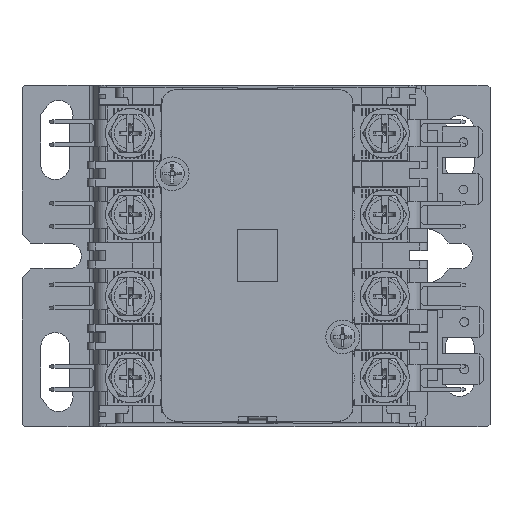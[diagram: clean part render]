
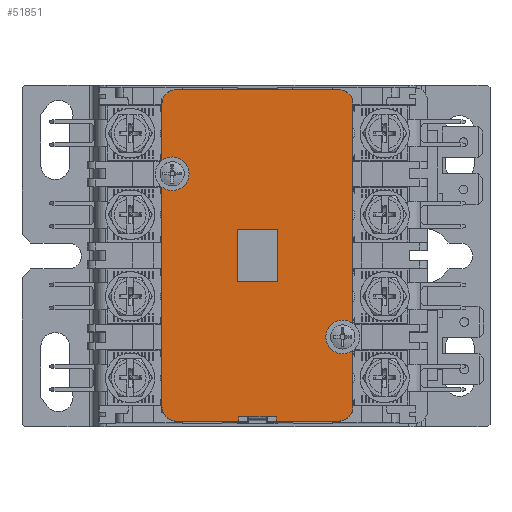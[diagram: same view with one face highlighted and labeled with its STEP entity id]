
A CAD part, top view. The second image highlights one B-rep face of the part: STEP entity #51851.
In plain terms, the highlighted planar face has unit normal (0, 0, 1).
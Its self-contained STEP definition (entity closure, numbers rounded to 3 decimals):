
#269=FACE_BOUND($,#5233,.T.);
#270=FACE_BOUND($,#5234,.T.);
#920=CIRCLE($,#54426,3.);
#924=CIRCLE($,#54440,3.);
#1034=CIRCLE($,#54885,3.45);
#1035=CIRCLE($,#54886,3.);
#1036=CIRCLE($,#54887,3.);
#1037=CIRCLE($,#54888,3.45);
#5233=EDGE_LOOP($,(#34487,#34488,#34489,#34490));
#5234=EDGE_LOOP($,(#34491,#34492,#34493,#34494,#34495,#34496,#34497,#34498,
#34499,#34500,#34501,#34502,#34503,#34504,#34505,#34506));
#8384=LINE($,#72798,#14133);
#8477=LINE($,#73929,#14226);
#8511=LINE($,#74310,#14260);
#8575=LINE($,#75069,#14324);
#8839=LINE($,#75975,#14588);
#9502=LINE($,#77762,#15251);
#9504=LINE($,#77766,#15253);
#9506=LINE($,#77769,#15255);
#9507=LINE($,#77771,#15256);
#9508=LINE($,#77776,#15257);
#9509=LINE($,#77778,#15258);
#9510=LINE($,#77780,#15259);
#9511=LINE($,#77782,#15260);
#9512=LINE($,#77784,#15261);
#14133=VECTOR($,#58438,11.513);
#14226=VECTOR($,#58585,44.913);
#14260=VECTOR($,#58635,11.513);
#14324=VECTOR($,#58737,44.913);
#14588=VECTOR($,#59217,10.5);
#15251=VECTOR($,#60784,8.3);
#15253=VECTOR($,#60788,8.3);
#15255=VECTOR($,#60792,10.5);
#15256=VECTOR($,#60795,33.1);
#15257=VECTOR($,#60800,12.7);
#15258=VECTOR($,#60801,0.9);
#15259=VECTOR($,#60802,7.7);
#15260=VECTOR($,#60803,0.9);
#15261=VECTOR($,#60804,12.7);
#19903=VERTEX_POINT($,#72795);
#19904=VERTEX_POINT($,#72797);
#20008=VERTEX_POINT($,#73926);
#20009=VERTEX_POINT($,#73928);
#20045=VERTEX_POINT($,#74307);
#20046=VERTEX_POINT($,#74309);
#20117=VERTEX_POINT($,#75066);
#20118=VERTEX_POINT($,#75068);
#20346=VERTEX_POINT($,#75960);
#20349=VERTEX_POINT($,#75972);
#20350=VERTEX_POINT($,#75974);
#20360=VERTEX_POINT($,#76009);
#20842=VERTEX_POINT($,#77761);
#20843=VERTEX_POINT($,#77765);
#20844=VERTEX_POINT($,#77773);
#20845=VERTEX_POINT($,#77775);
#20846=VERTEX_POINT($,#77777);
#20847=VERTEX_POINT($,#77779);
#20848=VERTEX_POINT($,#77781);
#20849=VERTEX_POINT($,#77783);
#24541=EDGE_CURVE($,#19903,#19904,#8384,.T.);
#24680=EDGE_CURVE($,#20008,#20009,#8477,.T.);
#24728=EDGE_CURVE($,#20045,#20046,#8511,.T.);
#24823=EDGE_CURVE($,#20117,#20118,#8575,.T.);
#25127=EDGE_CURVE($,#20346,#20008,#920,.T.);
#25133=EDGE_CURVE($,#20350,#20349,#8839,.T.);
#25151=EDGE_CURVE($,#19904,#20360,#924,.T.);
#25945=EDGE_CURVE($,#20842,#20350,#9502,.T.);
#25947=EDGE_CURVE($,#20349,#20843,#9504,.T.);
#25949=EDGE_CURVE($,#20843,#20842,#9506,.T.);
#25950=EDGE_CURVE($,#20360,#20346,#9507,.T.);
#25951=EDGE_CURVE($,#20118,#19903,#1034,.T.);
#25952=EDGE_CURVE($,#20844,#20117,#1035,.T.);
#25953=EDGE_CURVE($,#20845,#20844,#9508,.T.);
#25954=EDGE_CURVE($,#20846,#20845,#9509,.T.);
#25955=EDGE_CURVE($,#20847,#20846,#9510,.T.);
#25956=EDGE_CURVE($,#20848,#20847,#9511,.T.);
#25957=EDGE_CURVE($,#20849,#20848,#9512,.T.);
#25958=EDGE_CURVE($,#20046,#20849,#1036,.T.);
#25959=EDGE_CURVE($,#20009,#20045,#1037,.T.);
#34487=ORIENTED_EDGE($,*,*,#25947,.T.);
#34488=ORIENTED_EDGE($,*,*,#25949,.T.);
#34489=ORIENTED_EDGE($,*,*,#25945,.T.);
#34490=ORIENTED_EDGE($,*,*,#25133,.T.);
#34491=ORIENTED_EDGE($,*,*,#25127,.F.);
#34492=ORIENTED_EDGE($,*,*,#25950,.F.);
#34493=ORIENTED_EDGE($,*,*,#25151,.F.);
#34494=ORIENTED_EDGE($,*,*,#24541,.F.);
#34495=ORIENTED_EDGE($,*,*,#25951,.F.);
#34496=ORIENTED_EDGE($,*,*,#24823,.F.);
#34497=ORIENTED_EDGE($,*,*,#25952,.F.);
#34498=ORIENTED_EDGE($,*,*,#25953,.F.);
#34499=ORIENTED_EDGE($,*,*,#25954,.F.);
#34500=ORIENTED_EDGE($,*,*,#25955,.F.);
#34501=ORIENTED_EDGE($,*,*,#25956,.F.);
#34502=ORIENTED_EDGE($,*,*,#25957,.F.);
#34503=ORIENTED_EDGE($,*,*,#25958,.F.);
#34504=ORIENTED_EDGE($,*,*,#24728,.F.);
#34505=ORIENTED_EDGE($,*,*,#25959,.F.);
#34506=ORIENTED_EDGE($,*,*,#24680,.F.);
#46564=PLANE($,#54884);
#51851=ADVANCED_FACE($,(#269,#270),#46564,.F.);
#54426=AXIS2_PLACEMENT_3D($,#75962,#59204,#59205);
#54440=AXIS2_PLACEMENT_3D($,#76010,#59252,#59253);
#54884=AXIS2_PLACEMENT_3D($,#77770,#60793,#60794);
#54885=AXIS2_PLACEMENT_3D($,#77772,#60796,#60797);
#54886=AXIS2_PLACEMENT_3D($,#77774,#60798,#60799);
#54887=AXIS2_PLACEMENT_3D($,#77785,#60805,#60806);
#54888=AXIS2_PLACEMENT_3D($,#77786,#60807,#60808);
#58438=DIRECTION($,(0.,1.,0.));
#58585=DIRECTION($,(0.,-1.,0.));
#58635=DIRECTION($,(0.,-1.,0.));
#58737=DIRECTION($,(0.,1.,0.));
#59204=DIRECTION('center_axis',(0.,0.,
-1.));
#59205=DIRECTION('ref_axis',(0.707,0.707,0.));
#59217=DIRECTION($,(0.,1.,0.));
#59252=DIRECTION('center_axis',(0.,0.,
-1.));
#59253=DIRECTION('ref_axis',(-0.707,0.707,0.));
#60784=DIRECTION($,(-1.,0.,0.));
#60788=DIRECTION($,(1.,0.,0.));
#60792=DIRECTION($,(0.,-1.,0.));
#60793=DIRECTION('center_axis',(0.,0.,
-1.));
#60794=DIRECTION('ref_axis',(0.,1.,0.));
#60795=DIRECTION($,(1.,0.,0.));
#60796=DIRECTION('center_axis',(0.,0.,
1.));
#60797=DIRECTION('ref_axis',(0.,1.,0.));
#60798=DIRECTION('center_axis',(0.,0.,
-1.));
#60799=DIRECTION('ref_axis',(-0.707,-0.707,0.));
#60800=DIRECTION($,(-1.,0.,0.));
#60801=DIRECTION($,(0.,-1.,0.));
#60802=DIRECTION($,(-1.,0.,0.));
#60803=DIRECTION($,(0.,1.,0.));
#60804=DIRECTION($,(-1.,0.,0.));
#60805=DIRECTION('center_axis',(0.,0.,
-1.));
#60806=DIRECTION('ref_axis',(0.707,-0.707,0.));
#60807=DIRECTION('center_axis',(0.,0.,
1.));
#60808=DIRECTION('ref_axis',(0.,1.,0.));
#72795=CARTESIAN_POINT('',(-19.55,19.437,77.508));
#72797=CARTESIAN_POINT('',(-19.55,30.95,77.508));
#72798=CARTESIAN_POINT($,(-19.55,29.606,77.508));
#73926=CARTESIAN_POINT('',(19.55,30.95,77.508));
#73928=CARTESIAN_POINT('',(19.55,-13.963,77.508));
#73929=CARTESIAN_POINT($,(19.55,-4.344,77.508));
#74307=CARTESIAN_POINT('',(19.55,-19.437,77.508));
#74309=CARTESIAN_POINT('',(19.55,-30.95,77.508));
#74310=CARTESIAN_POINT($,(19.55,-4.344,77.508));
#75066=CARTESIAN_POINT('',(-19.55,-30.95,77.508));
#75068=CARTESIAN_POINT('',(-19.55,13.963,77.508));
#75069=CARTESIAN_POINT($,(-19.55,29.606,77.508));
#75960=CARTESIAN_POINT('',(16.55,33.95,77.508));
#75962=CARTESIAN_POINT('Origin',(16.55,30.95,77.508));
#75972=CARTESIAN_POINT('',(-4.15,5.25,77.508));
#75974=CARTESIAN_POINT('',(-4.15,-5.25,77.508));
#75975=CARTESIAN_POINT($,(-4.15,13.431,77.508));
#76009=CARTESIAN_POINT('',(-16.55,33.95,77.508));
#76010=CARTESIAN_POINT('Origin',(-16.55,30.95,77.508));
#77761=CARTESIAN_POINT('',(4.15,-5.25,77.508));
#77762=CARTESIAN_POINT($,(-7.7,-5.25,77.508));
#77765=CARTESIAN_POINT('',(4.15,5.25,77.508));
#77766=CARTESIAN_POINT($,(-11.85,5.25,77.508));
#77769=CARTESIAN_POINT($,(4.15,11.831,77.508));
#77770=CARTESIAN_POINT('Origin',(-19.55,25.263,77.508));
#77771=CARTESIAN_POINT($,(0.,33.95,77.508));
#77772=CARTESIAN_POINT('Origin',(-17.45,16.7,77.508));
#77773=CARTESIAN_POINT('',(-16.55,-33.95,77.508));
#77774=CARTESIAN_POINT('Origin',(-16.55,-30.95,77.508));
#77775=CARTESIAN_POINT('',(-3.85,-33.95,77.508));
#77776=CARTESIAN_POINT($,(-19.55,-33.95,77.508));
#77777=CARTESIAN_POINT('',(-3.85,-33.05,77.508));
#77778=CARTESIAN_POINT($,(-3.85,-4.344,77.508));
#77779=CARTESIAN_POINT('',(3.85,-33.05,77.508));
#77780=CARTESIAN_POINT($,(-11.7,-33.05,77.508));
#77781=CARTESIAN_POINT('',(3.85,-33.95,77.508));
#77782=CARTESIAN_POINT($,(3.85,-3.894,77.508));
#77783=CARTESIAN_POINT('',(16.55,-33.95,77.508));
#77784=CARTESIAN_POINT($,(-19.55,-33.95,77.508));
#77785=CARTESIAN_POINT('Origin',(16.55,-30.95,77.508));
#77786=CARTESIAN_POINT('Origin',(17.45,-16.7,77.508));
